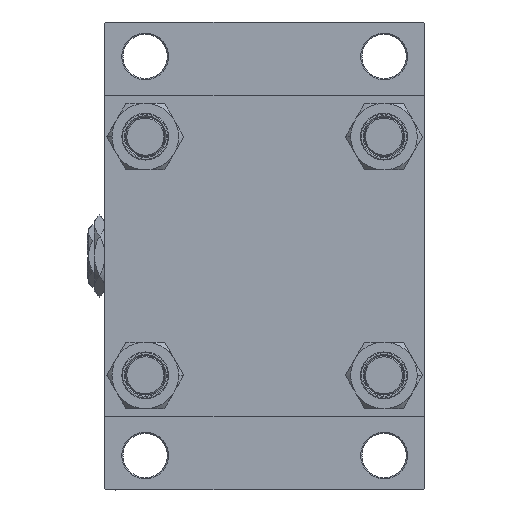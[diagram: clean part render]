
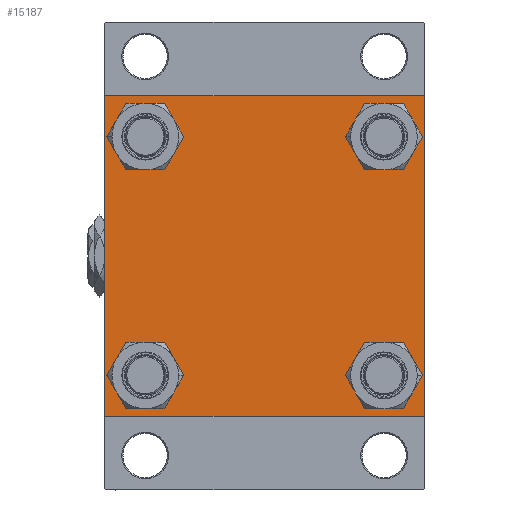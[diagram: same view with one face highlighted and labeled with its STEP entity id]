
A CAD part, left-side view. The second image highlights one B-rep face of the part: STEP entity #15187.
In plain terms, the highlighted planar face has unit normal (-1, 0, 0).
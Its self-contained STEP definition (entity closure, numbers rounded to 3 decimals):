
#17 = DIRECTION ( 'NONE',  ( 1., 0., 0. ) ) ;
#31 = AXIS2_PLACEMENT_3D ( 'NONE', #28398, #39554, #32460 ) ;
#182 = LINE ( 'NONE', #19855, #26405 ) ;
#205 = DIRECTION ( 'NONE',  ( 0., -0.707, -0.707 ) ) ;
#724 = VERTEX_POINT ( 'NONE', #28244 ) ;
#725 = ORIENTED_EDGE ( 'NONE', *, *, #41816, .T. ) ;
#1518 = VECTOR ( 'NONE', #31836, 1000. ) ;
#1531 = EDGE_CURVE ( 'NONE', #48866, #31339, #12021, .T. ) ;
#1744 = CARTESIAN_POINT ( 'NONE',  ( 0., 64.75, 64.75 ) ) ;
#2134 = CARTESIAN_POINT ( 'NONE',  ( 0., -64.75, 64.75 ) ) ;
#2537 = CARTESIAN_POINT ( 'NONE',  ( 0., 64.5, 65. ) ) ;
#2715 = DIRECTION ( 'NONE',  ( 0., 0., 1. ) ) ;
#3024 = VECTOR ( 'NONE', #5922, 1000. ) ;
#3563 = ORIENTED_EDGE ( 'NONE', *, *, #48903, .T. ) ;
#3766 = EDGE_LOOP ( 'NONE', ( #12484, #44888 ) ) ;
#5922 = DIRECTION ( 'NONE',  ( 0., 0.707, 0.707 ) ) ;
#6368 = VERTEX_POINT ( 'NONE', #33410 ) ;
#6397 = CIRCLE ( 'NONE', #20100, 8.5 ) ;
#6492 = EDGE_CURVE ( 'NONE', #16603, #11520, #6939, .T. ) ;
#6507 = DIRECTION ( 'NONE',  ( 1., 0., 0. ) ) ;
#6697 = FACE_BOUND ( 'NONE', #45956, .T. ) ;
#6939 = CIRCLE ( 'NONE', #32746, 8.5 ) ;
#7490 = CARTESIAN_POINT ( 'NONE',  ( 0., 48.45, 48.45 ) ) ;
#8247 = CARTESIAN_POINT ( 'NONE',  ( 0., 64.75, -64.75 ) ) ;
#8267 = CARTESIAN_POINT ( 'NONE',  ( 0., -48.45, -39.95 ) ) ;
#8499 = CARTESIAN_POINT ( 'NONE',  ( 0., -64.5, 65. ) ) ;
#8736 = ORIENTED_EDGE ( 'NONE', *, *, #10651, .T. ) ;
#9434 = AXIS2_PLACEMENT_3D ( 'NONE', #7490, #38589, #33604 ) ;
#9630 = EDGE_CURVE ( 'NONE', #6368, #17232, #28661, .T. ) ;
#9693 = FACE_BOUND ( 'NONE', #3766, .T. ) ;
#9941 = CARTESIAN_POINT ( 'NONE',  ( 0., 48.45, -39.95 ) ) ;
#10651 = EDGE_CURVE ( 'NONE', #26518, #26672, #42618, .T. ) ;
#11520 = VERTEX_POINT ( 'NONE', #47758 ) ;
#11618 = ORIENTED_EDGE ( 'NONE', *, *, #1531, .T. ) ;
#12021 = LINE ( 'NONE', #8247, #18927 ) ;
#12484 = ORIENTED_EDGE ( 'NONE', *, *, #39602, .T. ) ;
#12705 = AXIS2_PLACEMENT_3D ( 'NONE', #25417, #18354, #2715 ) ;
#12833 = PLANE ( 'NONE',  #22416 ) ;
#13585 = ORIENTED_EDGE ( 'NONE', *, *, #40409, .T. ) ;
#13646 = ORIENTED_EDGE ( 'NONE', *, *, #40219, .T. ) ;
#13962 = CARTESIAN_POINT ( 'NONE',  ( 0., 65., -65. ) ) ;
#14189 = DIRECTION ( 'NONE',  ( 0., 0., 1. ) ) ;
#14563 = DIRECTION ( 'NONE',  ( 0., 0., 1. ) ) ;
#14678 = VERTEX_POINT ( 'NONE', #41820 ) ;
#14734 = DIRECTION ( 'NONE',  ( 0., 0., 1. ) ) ;
#15187 = ADVANCED_FACE ( 'NONE', ( #9693, #32989, #28015, #6697, #44619 ), #12833, .T. ) ;
#15256 = CIRCLE ( 'NONE', #20902, 8.5 ) ;
#15558 = DIRECTION ( 'NONE',  ( 0., 0., -1. ) ) ;
#15841 = EDGE_CURVE ( 'NONE', #34542, #17232, #23728, .T. ) ;
#16603 = VERTEX_POINT ( 'NONE', #35708 ) ;
#16709 = CIRCLE ( 'NONE', #43363, 8.5 ) ;
#16809 = DIRECTION ( 'NONE',  ( 1., 0., 0. ) ) ;
#17129 = DIRECTION ( 'NONE',  ( 0., 0.707, -0.707 ) ) ;
#17232 = VERTEX_POINT ( 'NONE', #8499 ) ;
#18354 = DIRECTION ( 'NONE',  ( 1., 0., 0. ) ) ;
#18619 = LINE ( 'NONE', #34821, #44535 ) ;
#18623 = CARTESIAN_POINT ( 'NONE',  ( 0., 48.45, -48.45 ) ) ;
#18788 = ORIENTED_EDGE ( 'NONE', *, *, #15841, .F. ) ;
#18927 = VECTOR ( 'NONE', #205, 1000. ) ;
#19855 = CARTESIAN_POINT ( 'NONE',  ( 0., -65., 65. ) ) ;
#19903 = VERTEX_POINT ( 'NONE', #21247 ) ;
#20100 = AXIS2_PLACEMENT_3D ( 'NONE', #34644, #17, #49134 ) ;
#20286 = ORIENTED_EDGE ( 'NONE', *, *, #21146, .T. ) ;
#20291 = VECTOR ( 'NONE', #17129, 1000. ) ;
#20760 = ORIENTED_EDGE ( 'NONE', *, *, #32863, .T. ) ;
#20902 = AXIS2_PLACEMENT_3D ( 'NONE', #18623, #6507, #14563 ) ;
#20913 = CARTESIAN_POINT ( 'NONE',  ( 0., 65., 64.5 ) ) ;
#21146 = EDGE_CURVE ( 'NONE', #36419, #48866, #30708, .T. ) ;
#21247 = CARTESIAN_POINT ( 'NONE',  ( 0., -48.45, 56.95 ) ) ;
#22061 = CARTESIAN_POINT ( 'NONE',  ( 0., 64.5, -65. ) ) ;
#22264 = DIRECTION ( 'NONE',  ( 1., 0., 0. ) ) ;
#22416 = AXIS2_PLACEMENT_3D ( 'NONE', #37036, #29177, #41339 ) ;
#23563 = VECTOR ( 'NONE', #25581, 1000. ) ;
#23728 = LINE ( 'NONE', #35385, #1518 ) ;
#25417 = CARTESIAN_POINT ( 'NONE',  ( 0., -48.45, -48.45 ) ) ;
#25581 = DIRECTION ( 'NONE',  ( 0., -1., 0. ) ) ;
#26126 = EDGE_LOOP ( 'NONE', ( #725, #13646 ) ) ;
#26401 = EDGE_LOOP ( 'NONE', ( #20286, #11618, #3563, #30082, #36462, #45152, #18788, #32591 ) ) ;
#26405 = VECTOR ( 'NONE', #15558, 1000. ) ;
#26518 = VERTEX_POINT ( 'NONE', #27790 ) ;
#26645 = CARTESIAN_POINT ( 'NONE',  ( 0., 65., 65. ) ) ;
#26672 = VERTEX_POINT ( 'NONE', #8267 ) ;
#26870 = DIRECTION ( 'NONE',  ( 1., 0., 0. ) ) ;
#27790 = CARTESIAN_POINT ( 'NONE',  ( 0., -48.45, -56.95 ) ) ;
#28015 = FACE_BOUND ( 'NONE', #26126, .T. ) ;
#28244 = CARTESIAN_POINT ( 'NONE',  ( 0., -64.5, -65. ) ) ;
#28398 = CARTESIAN_POINT ( 'NONE',  ( 0., 48.45, -48.45 ) ) ;
#28661 = LINE ( 'NONE', #2134, #3024 ) ;
#29177 = DIRECTION ( 'NONE',  ( -1., 0., 0. ) ) ;
#30031 = VERTEX_POINT ( 'NONE', #9941 ) ;
#30082 = ORIENTED_EDGE ( 'NONE', *, *, #46519, .T. ) ;
#30708 = LINE ( 'NONE', #26645, #33133 ) ;
#30760 = DIRECTION ( 'NONE',  ( 0., -0.707, 0.707 ) ) ;
#30982 = VERTEX_POINT ( 'NONE', #47714 ) ;
#31339 = VERTEX_POINT ( 'NONE', #22061 ) ;
#31480 = VERTEX_POINT ( 'NONE', #36691 ) ;
#31836 = DIRECTION ( 'NONE',  ( 0., -1., 0. ) ) ;
#32289 = EDGE_CURVE ( 'NONE', #30982, #19903, #16709, .T. ) ;
#32460 = DIRECTION ( 'NONE',  ( 0., 0., 1. ) ) ;
#32591 = ORIENTED_EDGE ( 'NONE', *, *, #44879, .T. ) ;
#32746 = AXIS2_PLACEMENT_3D ( 'NONE', #42510, #22264, #37966 ) ;
#32863 = EDGE_CURVE ( 'NONE', #11520, #16603, #42611, .T. ) ;
#32882 = EDGE_CURVE ( 'NONE', #6368, #14678, #182, .T. ) ;
#32989 = FACE_BOUND ( 'NONE', #34523, .T. ) ;
#33133 = VECTOR ( 'NONE', #42600, 1000. ) ;
#33410 = CARTESIAN_POINT ( 'NONE',  ( 0., -65., 64.5 ) ) ;
#33604 = DIRECTION ( 'NONE',  ( 0., 0., 1. ) ) ;
#33903 = CIRCLE ( 'NONE', #31, 8.5 ) ;
#34523 = EDGE_LOOP ( 'NONE', ( #13585, #8736 ) ) ;
#34542 = VERTEX_POINT ( 'NONE', #2537 ) ;
#34644 = CARTESIAN_POINT ( 'NONE',  ( 0., -48.45, 48.45 ) ) ;
#34739 = CARTESIAN_POINT ( 'NONE',  ( 0., -48.45, 48.45 ) ) ;
#34821 = CARTESIAN_POINT ( 'NONE',  ( 0., -64.75, -64.75 ) ) ;
#35385 = CARTESIAN_POINT ( 'NONE',  ( 0., 65., 65. ) ) ;
#35489 = ORIENTED_EDGE ( 'NONE', *, *, #6492, .T. ) ;
#35708 = CARTESIAN_POINT ( 'NONE',  ( 0., 48.45, 39.95 ) ) ;
#36373 = LINE ( 'NONE', #1744, #20291 ) ;
#36419 = VERTEX_POINT ( 'NONE', #20913 ) ;
#36462 = ORIENTED_EDGE ( 'NONE', *, *, #32882, .F. ) ;
#36691 = CARTESIAN_POINT ( 'NONE',  ( 0., 48.45, -56.95 ) ) ;
#37036 = CARTESIAN_POINT ( 'NONE',  ( 0., 0., 0. ) ) ;
#37966 = DIRECTION ( 'NONE',  ( 0., 0., 1. ) ) ;
#38589 = DIRECTION ( 'NONE',  ( 1., 0., 0. ) ) ;
#39554 = DIRECTION ( 'NONE',  ( 1., 0., 0. ) ) ;
#39602 = EDGE_CURVE ( 'NONE', #19903, #30982, #6397, .T. ) ;
#40219 = EDGE_CURVE ( 'NONE', #31480, #30031, #15256, .T. ) ;
#40409 = EDGE_CURVE ( 'NONE', #26672, #26518, #49211, .T. ) ;
#41339 = DIRECTION ( 'NONE',  ( 0., 0., 1. ) ) ;
#41816 = EDGE_CURVE ( 'NONE', #30031, #31480, #33903, .T. ) ;
#41820 = CARTESIAN_POINT ( 'NONE',  ( 0., -65., -64.5 ) ) ;
#42510 = CARTESIAN_POINT ( 'NONE',  ( 0., 48.45, 48.45 ) ) ;
#42600 = DIRECTION ( 'NONE',  ( 0., 0., -1. ) ) ;
#42611 = CIRCLE ( 'NONE', #9434, 8.5 ) ;
#42618 = CIRCLE ( 'NONE', #12705, 8.5 ) ;
#43363 = AXIS2_PLACEMENT_3D ( 'NONE', #34739, #26870, #14734 ) ;
#43890 = CARTESIAN_POINT ( 'NONE',  ( 0., -48.45, -48.45 ) ) ;
#44336 = CARTESIAN_POINT ( 'NONE',  ( 0., 65., -64.5 ) ) ;
#44359 = AXIS2_PLACEMENT_3D ( 'NONE', #43890, #16809, #14189 ) ;
#44535 = VECTOR ( 'NONE', #30760, 1000. ) ;
#44619 = FACE_OUTER_BOUND ( 'NONE', #26401, .T. ) ;
#44879 = EDGE_CURVE ( 'NONE', #34542, #36419, #36373, .T. ) ;
#44888 = ORIENTED_EDGE ( 'NONE', *, *, #32289, .T. ) ;
#45152 = ORIENTED_EDGE ( 'NONE', *, *, #9630, .T. ) ;
#45956 = EDGE_LOOP ( 'NONE', ( #20760, #35489 ) ) ;
#46519 = EDGE_CURVE ( 'NONE', #724, #14678, #18619, .T. ) ;
#47714 = CARTESIAN_POINT ( 'NONE',  ( 0., -48.45, 39.95 ) ) ;
#47758 = CARTESIAN_POINT ( 'NONE',  ( 0., 48.45, 56.95 ) ) ;
#48649 = LINE ( 'NONE', #13962, #23563 ) ;
#48866 = VERTEX_POINT ( 'NONE', #44336 ) ;
#48903 = EDGE_CURVE ( 'NONE', #31339, #724, #48649, .T. ) ;
#49134 = DIRECTION ( 'NONE',  ( 0., 0., 1. ) ) ;
#49211 = CIRCLE ( 'NONE', #44359, 8.5 ) ;
